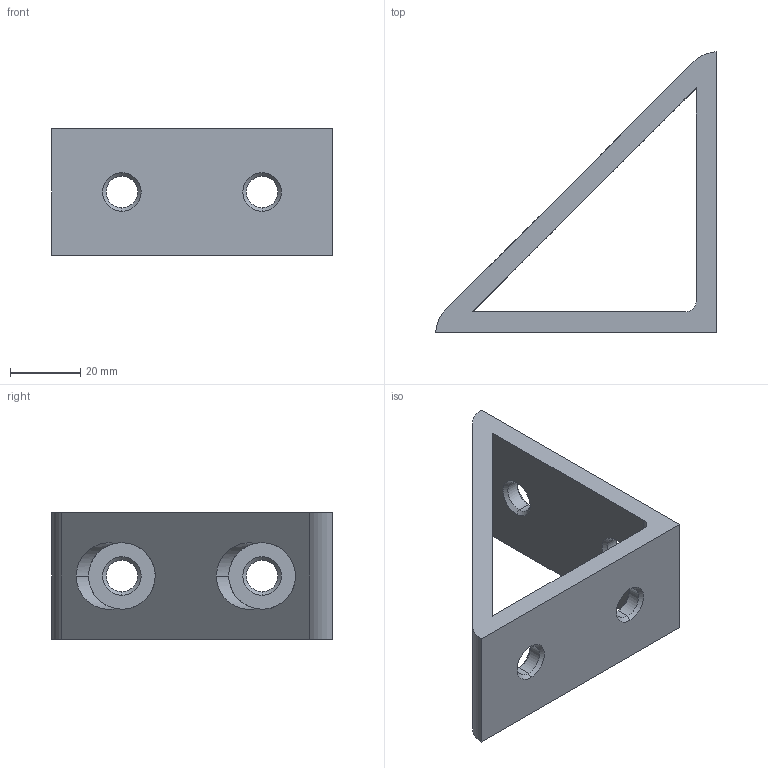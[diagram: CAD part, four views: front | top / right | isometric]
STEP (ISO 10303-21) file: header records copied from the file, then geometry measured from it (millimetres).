
FILE_DESCRIPTION (( 'STEP AP214' ), '1' );
FILE_NAME ('A468 Óãëîâîé àëþìèíèåâûé ñîåäèíèòåëü 40õ80.STEP', '2022-02-22T08:29:08', ( 'Ïîëüçîâàòåëü Windows' ), ( '' ), 'SwSTEP 2.0', 'SolidWorks 2021', '' );
FILE_SCHEMA (( 'AUTOMOTIVE_DESIGN' ));
Length unit declared in the file: millimetre
Products named in the file (1): A468 Óãëîâîé àëþìèíèåâûé ñîåäèíèòåëü 40õ80
Bounding box: 79.98 x 79.98 x 36 mm (x, y, z)
Volume: 44685.3 mm3; surface area: 19514.1 mm2
Topology: 1 solids, 1 shells, 51 faces, 127 edges, 76 vertices
Faces by surface type: cylinder 23, cone 16, plane 8, bspline 4
Entity records: 2297 total; most frequent: CARTESIAN_POINT 1107, ORIENTED_EDGE 254, DIRECTION 223, EDGE_CURVE 127, AXIS2_PLACEMENT_3D 86, VERTEX_POINT 76, EDGE_LOOP 63, LINE 51
